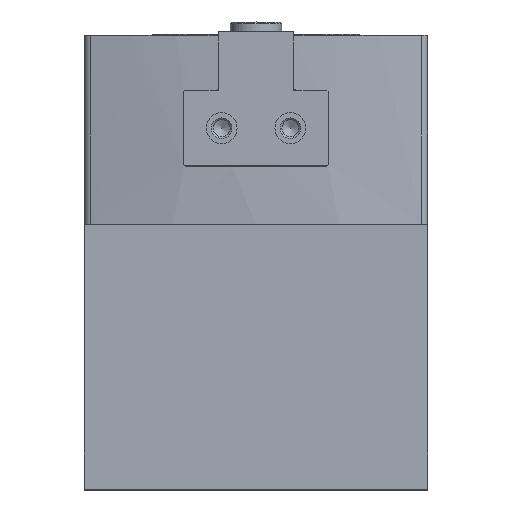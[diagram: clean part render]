
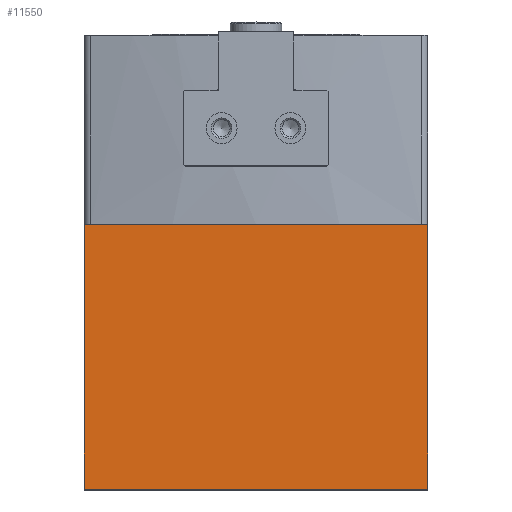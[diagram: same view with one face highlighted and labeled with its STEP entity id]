
A CAD part, top view. The second image highlights one B-rep face of the part: STEP entity #11550.
In plain terms, the highlighted planar face has unit normal (0, 0, 1).
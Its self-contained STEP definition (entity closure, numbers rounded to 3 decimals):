
#1346=ORIENTED_EDGE('',*,*,#3421,.T.);
#1347=ORIENTED_EDGE('',*,*,#3363,.F.);
#1348=ORIENTED_EDGE('',*,*,#3493,.F.);
#1349=ORIENTED_EDGE('',*,*,#3325,.T.);
#3325=EDGE_CURVE('',#4354,#4353,#4963,.T.);
#3363=EDGE_CURVE('',#4386,#4387,#4993,.T.);
#3421=EDGE_CURVE('',#4353,#4387,#5028,.T.);
#3493=EDGE_CURVE('',#4354,#4386,#5061,.T.);
#4353=VERTEX_POINT('',#16720);
#4354=VERTEX_POINT('',#16722);
#4386=VERTEX_POINT('',#16794);
#4387=VERTEX_POINT('',#16796);
#4963=LINE('',#16721,#5523);
#4993=LINE('',#16795,#5553);
#5028=LINE('',#16906,#5588);
#5061=LINE('',#17046,#5621);
#5523=VECTOR('',#13508,1000.);
#5553=VECTOR('',#13560,1000.);
#5588=VECTOR('',#13653,1000.);
#5621=VECTOR('',#13782,1000.);
#6186=EDGE_LOOP('',(#1346,#1347,#1348,#1349));
#6962=FACE_BOUND('',#6186,.T.);
#7636=PLANE('',#12320);
#11550=ADVANCED_FACE('',(#6962),#7636,.F.);
#12320=AXIS2_PLACEMENT_3D('',#17045,#13780,#13781);
#13508=DIRECTION('',(0.,-1.,0.));
#13560=DIRECTION('',(0.,-1.,0.));
#13653=DIRECTION('',(1.,0.,0.));
#13780=DIRECTION('',(0.,0.,-1.));
#13781=DIRECTION('',(-1.,0.,0.));
#13782=DIRECTION('',(1.,0.,0.));
#16720=CARTESIAN_POINT('',(-50.,0.,77.));
#16721=CARTESIAN_POINT('',(-50.,77.,77.));
#16722=CARTESIAN_POINT('',(-50.,77.,77.));
#16794=CARTESIAN_POINT('',(50.,77.,77.));
#16795=CARTESIAN_POINT('',(50.,77.,77.));
#16796=CARTESIAN_POINT('',(50.,0.,77.));
#16906=CARTESIAN_POINT('',(-50.,0.,77.));
#17045=CARTESIAN_POINT('',(-50.,77.,77.));
#17046=CARTESIAN_POINT('',(-50.,77.,77.));
